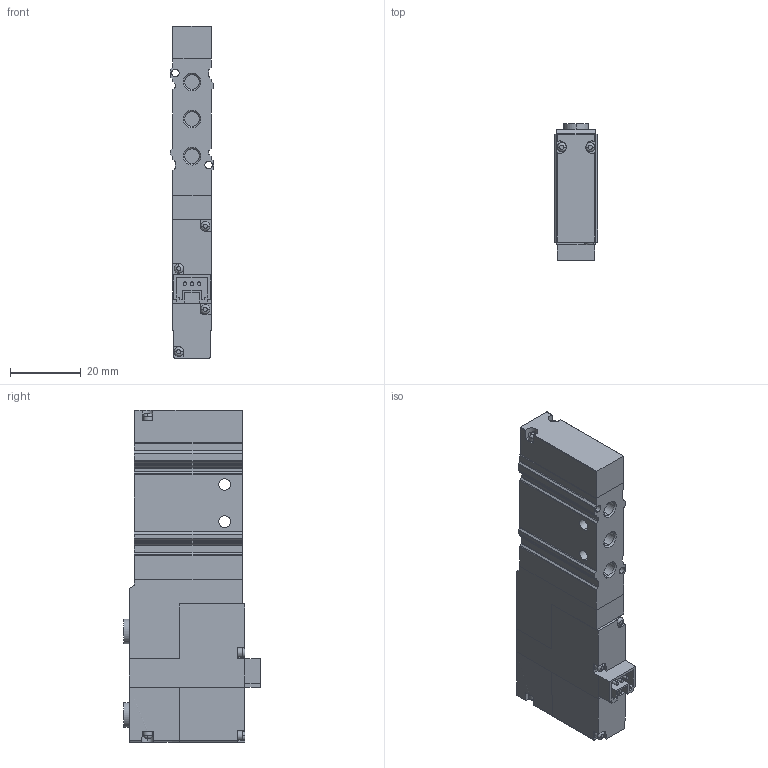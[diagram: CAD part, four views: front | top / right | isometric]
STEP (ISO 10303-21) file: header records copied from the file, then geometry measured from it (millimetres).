
FILE_DESCRIPTION (( 'STEP AP203' ), '1' );
FILE_NAME ('SV5412Y-M7.STEP', '2022-08-02T12:30:06', ( '' ), ( '' ), 'SwSTEP 2.0', 'SolidWorks 2022', '' );
FILE_SCHEMA (( 'CONFIG_CONTROL_DESIGN' ));
Length unit declared in the file: millimetre
Products named in the file (1): SV5412Y-M7
Bounding box: 12.4 x 38.5 x 93.8 mm (x, y, z)
Volume: 31501.7 mm3; surface area: 14011.4 mm2
Topology: 8 solids, 8 shells, 278 faces, 733 edges, 484 vertices
Faces by surface type: plane 146, cylinder 100, torus 16, cone 16
Entity records: 9052 total; most frequent: CARTESIAN_POINT 1948, DIRECTION 1475, ORIENTED_EDGE 1466, EDGE_CURVE 733, AXIS2_PLACEMENT_3D 513, VERTEX_POINT 484, VECTOR 449, LINE 449
